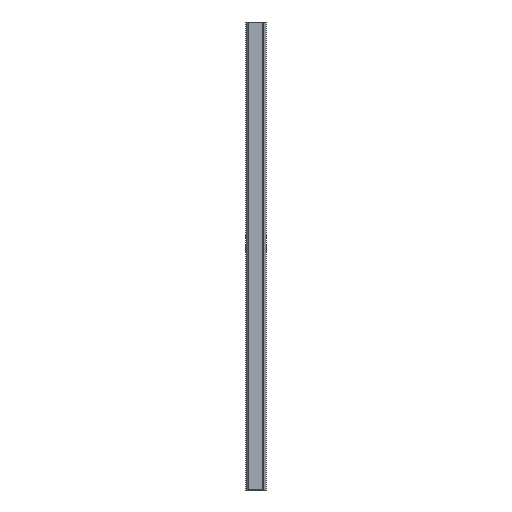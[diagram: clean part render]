
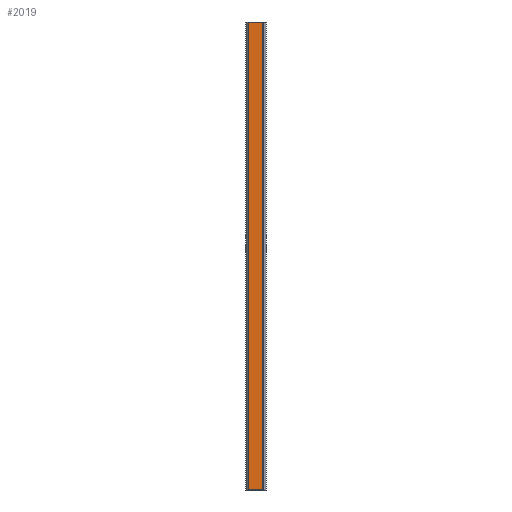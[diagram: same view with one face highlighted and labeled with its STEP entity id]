
A CAD part, left-side view. The second image highlights one B-rep face of the part: STEP entity #2019.
In plain terms, the highlighted planar face has unit normal (-1, 0, 0).
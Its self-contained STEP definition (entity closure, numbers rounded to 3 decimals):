
#10 = CARTESIAN_POINT ( 'NONE',  ( -32.5, 30.516, -1999.5 ) ) ;
#30 = ORIENTED_EDGE ( 'NONE', *, *, #3237, .T. ) ;
#109 = LINE ( 'NONE', #3431, #2308 ) ;
#119 = PLANE ( 'NONE',  #2057 ) ;
#234 = VECTOR ( 'NONE', #2363, 1000. ) ;
#296 = DIRECTION ( 'NONE',  ( -1., 0., 0. ) ) ;
#324 = LINE ( 'NONE', #2628, #2030 ) ;
#470 = ORIENTED_EDGE ( 'NONE', *, *, #2713, .T. ) ;
#477 = VERTEX_POINT ( 'NONE', #4278 ) ;
#490 = FACE_OUTER_BOUND ( 'NONE', #2638, .T. ) ;
#884 = DIRECTION ( 'NONE',  ( 0., -1., 0. ) ) ;
#913 = DIRECTION ( 'NONE',  ( 0., 0., 1. ) ) ;
#956 = ORIENTED_EDGE ( 'NONE', *, *, #3309, .T. ) ;
#962 = CARTESIAN_POINT ( 'NONE',  ( -32.5, -30.516, -1999.5 ) ) ;
#1052 = CARTESIAN_POINT ( 'NONE',  ( -32.5, -30.516, -4000. ) ) ;
#1641 = VECTOR ( 'NONE', #884, 1000. ) ;
#1733 = LINE ( 'NONE', #1052, #234 ) ;
#1739 = VERTEX_POINT ( 'NONE', #962 ) ;
#1915 = VERTEX_POINT ( 'NONE', #10 ) ;
#2012 = DIRECTION ( 'NONE',  ( 0., 0., -1. ) ) ;
#2019 = ADVANCED_FACE ( 'NONE', ( #490 ), #119, .T. ) ;
#2030 = VECTOR ( 'NONE', #2012, 1000. ) ;
#2057 = AXIS2_PLACEMENT_3D ( 'NONE', #2962, #296, #913 ) ;
#2271 = VERTEX_POINT ( 'NONE', #3738 ) ;
#2308 = VECTOR ( 'NONE', #2409, 1000. ) ;
#2363 = DIRECTION ( 'NONE',  ( 0., 0., 1. ) ) ;
#2409 = DIRECTION ( 'NONE',  ( 0., -1., 0. ) ) ;
#2471 = EDGE_CURVE ( 'NONE', #477, #2271, #109, .T. ) ;
#2580 = LINE ( 'NONE', #3910, #1641 ) ;
#2628 = CARTESIAN_POINT ( 'NONE',  ( -32.5, 30.516, -4000. ) ) ;
#2638 = EDGE_LOOP ( 'NONE', ( #30, #956, #3036, #470 ) ) ;
#2713 = EDGE_CURVE ( 'NONE', #477, #1915, #324, .T. ) ;
#2962 = CARTESIAN_POINT ( 'NONE',  ( -32.5, 31.125, -4000. ) ) ;
#3036 = ORIENTED_EDGE ( 'NONE', *, *, #2471, .F. ) ;
#3237 = EDGE_CURVE ( 'NONE', #1915, #1739, #2580, .T. ) ;
#3309 = EDGE_CURVE ( 'NONE', #1739, #2271, #1733, .T. ) ;
#3431 = CARTESIAN_POINT ( 'NONE',  ( -32.5, 0., -0.5 ) ) ;
#3738 = CARTESIAN_POINT ( 'NONE',  ( -32.5, -30.516, -0.5 ) ) ;
#3910 = CARTESIAN_POINT ( 'NONE',  ( -32.5, 0., -1999.5 ) ) ;
#4278 = CARTESIAN_POINT ( 'NONE',  ( -32.5, 30.516, -0.5 ) ) ;
